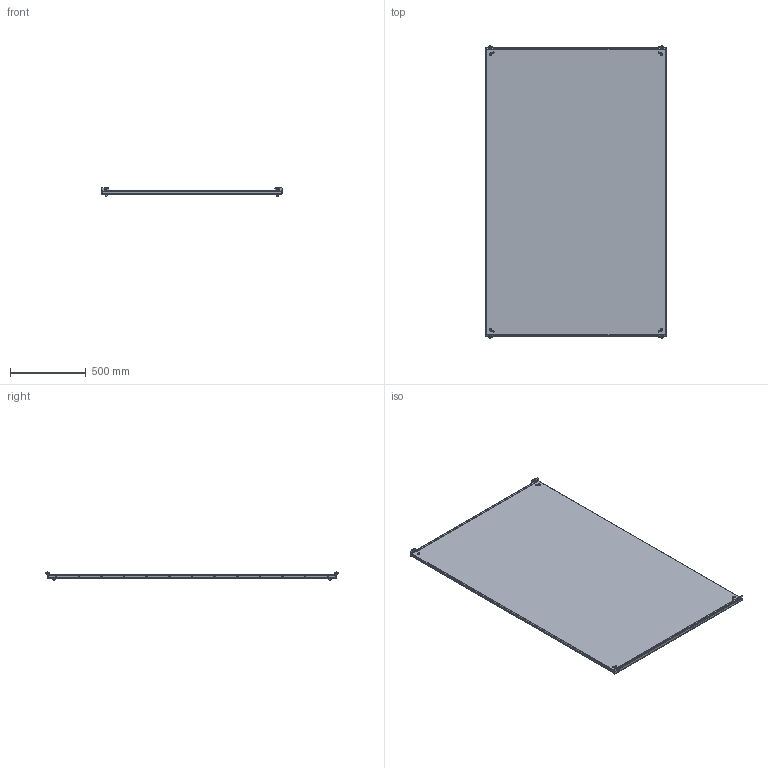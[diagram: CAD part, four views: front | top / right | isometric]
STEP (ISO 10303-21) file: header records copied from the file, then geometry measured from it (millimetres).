
FILE_DESCRIPTION (( 'STEP AP203' ), '1' );
FILE_NAME ('UR66900201200 Ïàíåëü ìîíòàæíàÿ RS52 200.120 (3 ìì) (000.801.615-04).STEP', '2022-04-12T12:20:19', ( '' ), ( '' ), 'SwSTEP 2.0', 'SolidWorks 2017', '' );
FILE_SCHEMA (( 'CONFIG_CONTROL_DESIGN' ));
Length unit declared in the file: millimetre
Products named in the file (13): Ãàéêà êëåòåâàÿ_Œ8-5‚; Âñòàâíàÿ ãàéêà Ì8 äëÿ øêàôîâ USOLA_Œ8 4163.000; Ãàéêà êâàäðàòíàÿ_Œ8-5€; 010-472 Ïàíåëü ìîíòàæíàÿ RS52 200.120 3ìì_00 (120); UR66900201200 Ïàíåëü ìîíòàæíàÿ RS52 200.120 (3 ìì) (000.801.615-04); 嵑殧趌11371_8; 026-892 赶鎀鍧; Çàêëåïêà òÿãîâàÿ ãëóõàÿ_4,8å10_5¬¬; 嵑殧趌6402_8; 021-143 ﾍ瑜粱 ﾌﾏ_00.120; Âèíò DIN 7984 TORX_Œ8å20; Êëåòêà ãàéêè_Œ8-5‚; 000.150.092 Ïàíåëü ìîíòàæíàÿ RS52 200.120 3ìì
Assembly tree (65 placements, depth 3):
  UR66900201200 Ïàíåëü ìîíòàæíàÿ RS52 200.120 (3 ìì) (000.801.615-04)
    000.150.092 Ïàíåëü ìîíòàæíàÿ RS52 200.120 3ìì
      010-472 Ïàíåëü ìîíòàæíàÿ RS52 200.120 3ìì_00 (120)
      026-892 赶鎀鍧  x2
      Çàêëåïêà òÿãîâàÿ ãëóõàÿ_4,8å10_5¬¬  x26
    021-143 ﾍ瑜粱 ﾌﾏ_00.120  x2
    嵑殧趌11371_8  x8
    嵑殧趌6402_8  x8
    Âèíò DIN 7984 TORX_Œ8å20  x8
    Ãàéêà êëåòåâàÿ_Œ8-5‚  x3
      Êëåòêà ãàéêè_Œ8-5‚
      Ãàéêà êâàäðàòíàÿ_Œ8-5€
    Âñòàâíàÿ ãàéêà Ì8 äëÿ øêàôîâ USOLA_Œ8 4163.000  x4
Bounding box: 1199 x 1940.8 x 54.9 mm (x, y, z)
Volume: 7924835 mm3; surface area: 5440922.2 mm2
Topology: 65 solids, 65 shells, 1648 faces, 3840 edges, 2424 vertices
Faces by surface type: plane 784, cylinder 672, torus 84, sphere 60, bspline 32, cone 16
Entity records: 17189 total; most frequent: CARTESIAN_POINT 3239, DIRECTION 2428, ORIENTED_EDGE 2204, EDGE_CURVE 1102, AXIS2_PLACEMENT_3D 877, VERTEX_POINT 684, VECTOR 674, LINE 674
